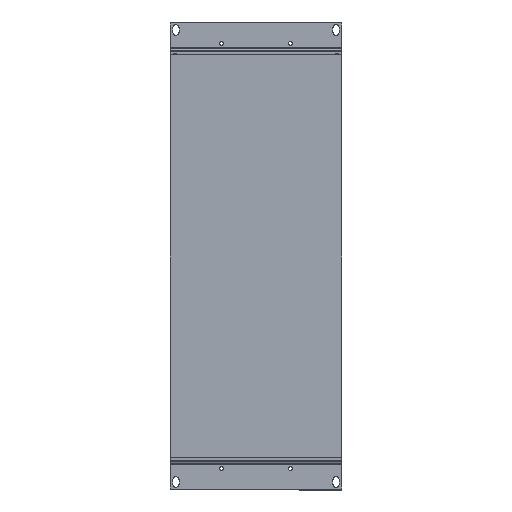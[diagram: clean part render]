
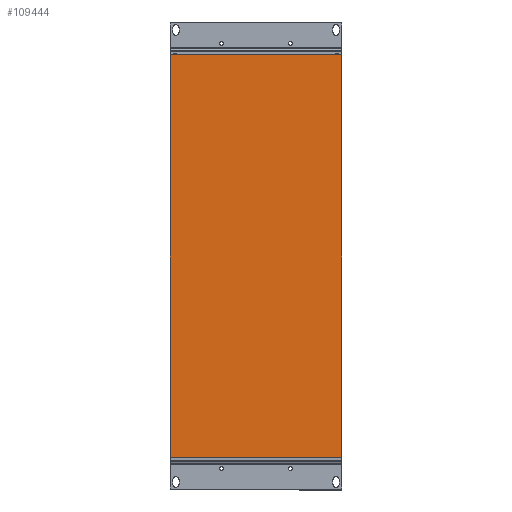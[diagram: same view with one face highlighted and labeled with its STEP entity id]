
A CAD part, left-side view. The second image highlights one B-rep face of the part: STEP entity #109444.
In plain terms, the highlighted planar face has unit normal (-1, 0, 0).
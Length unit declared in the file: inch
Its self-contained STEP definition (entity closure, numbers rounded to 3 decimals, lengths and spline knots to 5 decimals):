
#1015 = CARTESIAN_POINT ( 'NONE',  ( 0., 3.485, 8.1752 ) ) ;
#5868 = EDGE_CURVE ( 'NONE', #134869, #114372, #76652, .T. ) ;
#9822 = VECTOR ( 'NONE', #78716, 39.37008 ) ;
#18231 = DIRECTION ( 'NONE',  ( 0., 0., -1. ) ) ;
#23373 = CARTESIAN_POINT ( 'NONE',  ( 0., 3.485, 8.1752 ) ) ;
#25596 = DIRECTION ( 'NONE',  ( 0., 0., -1. ) ) ;
#26101 = AXIS2_PLACEMENT_3D ( 'NONE', #80965, #115214, #18231 ) ;
#26192 = CARTESIAN_POINT ( 'NONE',  ( 0., 3.485, -8.1752 ) ) ;
#27321 = ORIENTED_EDGE ( 'NONE', *, *, #53658, .T. ) ;
#29505 = CARTESIAN_POINT ( 'NONE',  ( 0., 3.485, -8.1752 ) ) ;
#38720 = EDGE_CURVE ( 'NONE', #114372, #100646, #51784, .T. ) ;
#40400 = CARTESIAN_POINT ( 'NONE',  ( 0., -3.485, -8.1752 ) ) ;
#41670 = FACE_OUTER_BOUND ( 'NONE', #102006, .T. ) ;
#43042 = DIRECTION ( 'NONE',  ( 0., 1., 0. ) ) ;
#51784 = LINE ( 'NONE', #26192, #53028 ) ;
#53028 = VECTOR ( 'NONE', #98543, 39.37008 ) ;
#53658 = EDGE_CURVE ( 'NONE', #100646, #127913, #78044, .T. ) ;
#54581 = CARTESIAN_POINT ( 'NONE',  ( 0., -3.485, 8.1752 ) ) ;
#69515 = VECTOR ( 'NONE', #25596, 39.37008 ) ;
#73378 = LINE ( 'NONE', #1015, #84050 ) ;
#75263 = CARTESIAN_POINT ( 'NONE',  ( 0., 3.485, 0. ) ) ;
#76652 = LINE ( 'NONE', #75263, #69515 ) ;
#77807 = ORIENTED_EDGE ( 'NONE', *, *, #5868, .T. ) ;
#78044 = LINE ( 'NONE', #100683, #9822 ) ;
#78716 = DIRECTION ( 'NONE',  ( 0., 0., 1. ) ) ;
#80965 = CARTESIAN_POINT ( 'NONE',  ( 0., 3.485, 0. ) ) ;
#84050 = VECTOR ( 'NONE', #43042, 39.37008 ) ;
#93295 = PLANE ( 'NONE',  #26101 ) ;
#96279 = ORIENTED_EDGE ( 'NONE', *, *, #38720, .T. ) ;
#98543 = DIRECTION ( 'NONE',  ( 0., -1., 0. ) ) ;
#100646 = VERTEX_POINT ( 'NONE', #40400 ) ;
#100683 = CARTESIAN_POINT ( 'NONE',  ( 0., -3.485, 0. ) ) ;
#102006 = EDGE_LOOP ( 'NONE', ( #96279, #27321, #135373, #77807 ) ) ;
#109444 = ADVANCED_FACE ( 'NONE', ( #41670 ), #93295, .T. ) ;
#111711 = EDGE_CURVE ( 'NONE', #127913, #134869, #73378, .T. ) ;
#114372 = VERTEX_POINT ( 'NONE', #29505 ) ;
#115214 = DIRECTION ( 'NONE',  ( -1., 0., 0. ) ) ;
#127913 = VERTEX_POINT ( 'NONE', #54581 ) ;
#134869 = VERTEX_POINT ( 'NONE', #23373 ) ;
#135373 = ORIENTED_EDGE ( 'NONE', *, *, #111711, .T. ) ;
